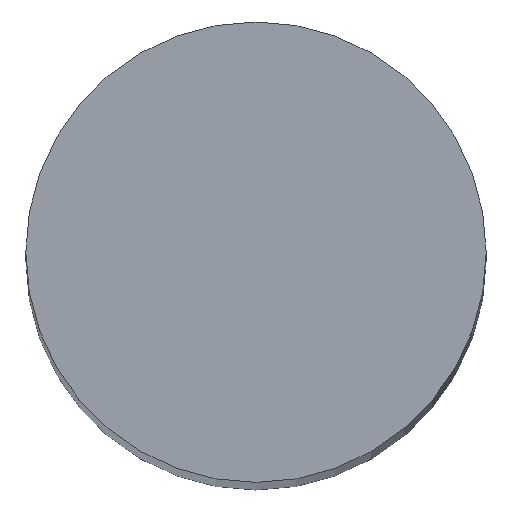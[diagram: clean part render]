
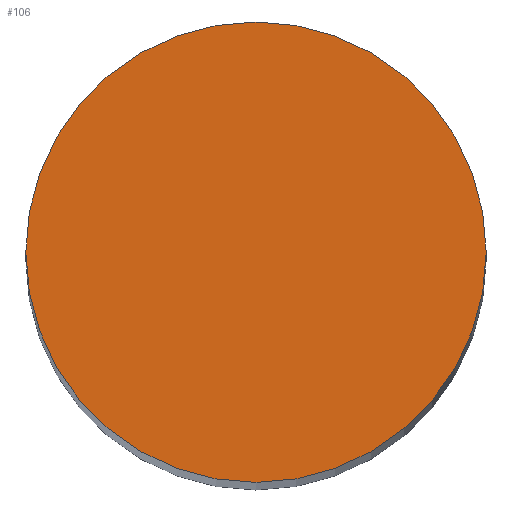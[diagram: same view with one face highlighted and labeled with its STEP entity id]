
A CAD part, top view. The second image highlights one B-rep face of the part: STEP entity #106.
In plain terms, the highlighted planar face has unit normal (0, 0, 1).
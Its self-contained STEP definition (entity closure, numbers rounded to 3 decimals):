
#1 = VERTEX_POINT ( 'NONE', #33 ) ;
#6 = DIRECTION ( 'NONE',  ( 0., 0., 1. ) ) ;
#7 = DIRECTION ( 'NONE',  ( 1., 0., 0. ) ) ;
#9 = CARTESIAN_POINT ( 'NONE',  ( 0., 0., 300. ) ) ;
#12 = DIRECTION ( 'NONE',  ( 1., 0., 0. ) ) ;
#13 = DIRECTION ( 'NONE',  ( 0., 0., 1. ) ) ;
#16 = PLANE ( 'NONE',  #88 ) ;
#24 = CARTESIAN_POINT ( 'NONE',  ( 0., 0., 300. ) ) ;
#26 = DIRECTION ( 'NONE',  ( 1., 0., 0. ) ) ;
#32 = CARTESIAN_POINT ( 'NONE',  ( 15.9, 0., 300. ) ) ;
#33 = CARTESIAN_POINT ( 'NONE',  ( -15.9, 0., 300. ) ) ;
#36 = CARTESIAN_POINT ( 'NONE',  ( 0., 0., 300. ) ) ;
#37 = DIRECTION ( 'NONE',  ( 0., 0., 1. ) ) ;
#39 = VERTEX_POINT ( 'NONE', #32 ) ;
#68 = EDGE_CURVE ( 'NONE', #39, #1, #112, .T. ) ;
#73 = AXIS2_PLACEMENT_3D ( 'NONE', #36, #37, #26 ) ;
#74 = EDGE_CURVE ( 'NONE', #1, #39, #150, .T. ) ;
#88 = AXIS2_PLACEMENT_3D ( 'NONE', #9, #13, #12 ) ;
#92 = AXIS2_PLACEMENT_3D ( 'NONE', #24, #6, #7 ) ;
#106 = ADVANCED_FACE ( 'NONE', ( #152 ), #16, .T. ) ;
#112 = CIRCLE ( 'NONE', #73, 15.9 ) ;
#116 = EDGE_LOOP ( 'NONE', ( #143, #117 ) ) ;
#117 = ORIENTED_EDGE ( 'NONE', *, *, #68, .T. ) ;
#143 = ORIENTED_EDGE ( 'NONE', *, *, #74, .T. ) ;
#150 = CIRCLE ( 'NONE', #92, 15.9 ) ;
#152 = FACE_OUTER_BOUND ( 'NONE', #116, .T. ) ;
